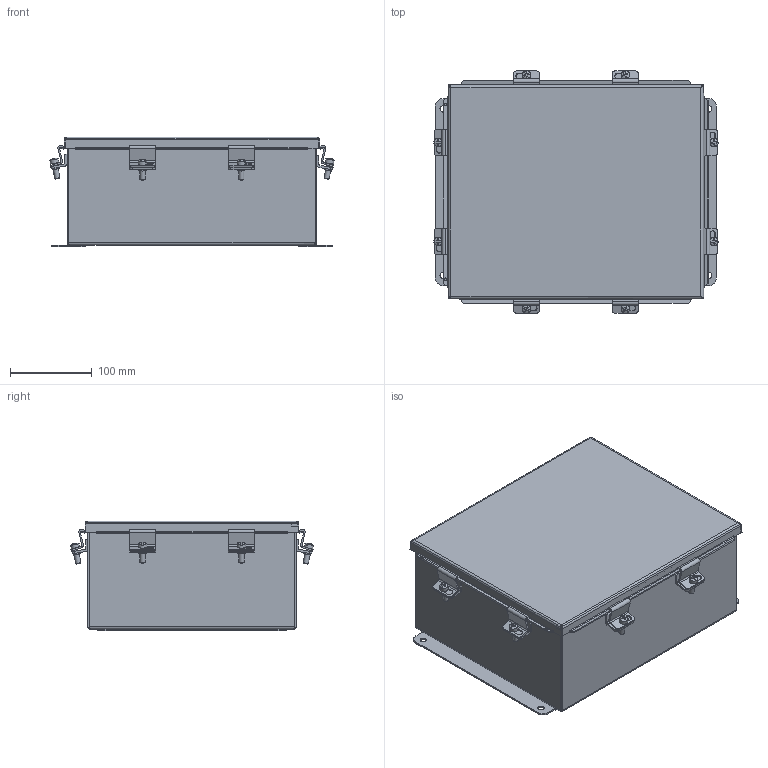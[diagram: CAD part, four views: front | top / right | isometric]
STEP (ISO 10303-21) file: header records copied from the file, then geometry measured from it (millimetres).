
FILE_DESCRIPTION(/* description */ ('NEMA4,JIC,CS,12X10X5'),/* implementation_level */ '2;1');
FILE_NAME(/* name */ 'BN4121005.stp',/* time_stamp */ '2021-10-23T16:09:54-05:00',/* author */ ('samuelbadillo'),/* organization */ (''),/* preprocessor_version */ 'ST-DEVELOPER v18',/* originating_system */ 'Autodesk Inventor 2020',/* authorisation */ '');
FILE_SCHEMA (('AUTOMOTIVE_DESIGN { 1 0 10303 214 3 1 1 }'));
Length unit declared in the file: inch
Products named in the file (10): BN4121005; 3499; C2002; 372134; C1001; 316166; B_1210_LID; 38811; B_121005_BKP; 3484
Assembly tree (35 placements, depth 2):
  BN4121005
    3499  x4
    372134  x8
    C1001  x8
    C2002  x8
    316166  x2
    B_1210_LID
    38811
    B_121005_BKP
    3484  x2
Bounding box: 346.99 x 296.08 x 134.21 mm (x, y, z)
Volume: 649383.2 mm3; surface area: 782800.6 mm2
Topology: 35 solids, 35 shells, 706 faces, 1772 edges, 1157 vertices
Faces by surface type: plane 447, cylinder 184, bspline 48, sphere 16, cone 9, torus 2
Full cylindrical faces by diameter (mm): 3.556 x2, 3.962 x4, 4.826 x1, 4.978 x8, 6.35 x9, 7.62 x4, 7.874 x4, 8.738 x8, 10.402 x8, 15.875 x4
Entity records: 9577 total; most frequent: CARTESIAN_POINT 2492, ORIENTED_EDGE 1328, DIRECTION 1279, EDGE_CURVE 664, LINE 481, VECTOR 481, VERTEX_POINT 407, AXIS2_PLACEMENT_3D 399
